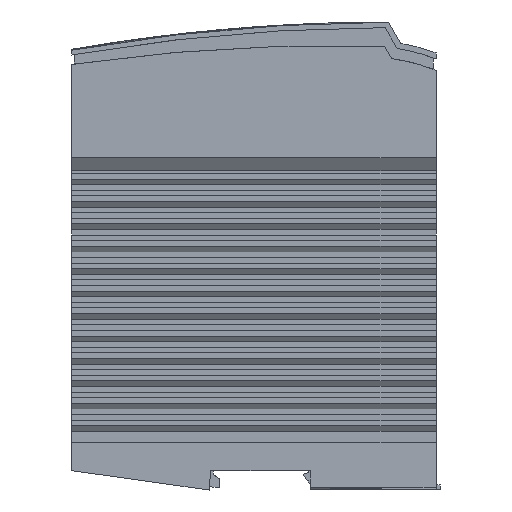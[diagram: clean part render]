
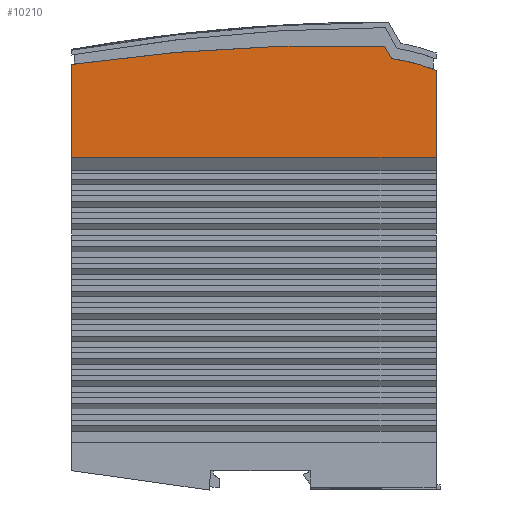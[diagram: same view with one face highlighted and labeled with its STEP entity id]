
A CAD part, left-side view. The second image highlights one B-rep face of the part: STEP entity #10210.
In plain terms, the highlighted face is planar.
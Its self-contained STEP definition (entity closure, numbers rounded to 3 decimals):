
#10=CARTESIAN_POINT('',(106.99,0.,3.));
#20=DIRECTION('',(0.,0.,1.));
#30=DIRECTION('',(1.,0.,0.));
#40=AXIS2_PLACEMENT_3D('',#10,#20,#30);
#50=PLANE('',#40);
#9690=CARTESIAN_POINT('',(128.905,130.,3.));
#9700=DIRECTION('',(1.,0.,0.));
#9710=VECTOR('',#9700,1.);
#9720=LINE('',#9690,#9710);
#9730=CARTESIAN_POINT('',(111.589,130.,3.));
#9740=VERTEX_POINT('',#9730);
#9750=CARTESIAN_POINT('',(144.854,130.,3.));
#9760=VERTEX_POINT('',#9750);
#9770=EDGE_CURVE('',#9740,#9760,#9720,.T.);
#9780=ORIENTED_EDGE('',*,*,#9770,.F.);
#9790=CARTESIAN_POINT('',(-504.,36.,3.));
#9800=DIRECTION('',(0.,0.,1.));
#9810=DIRECTION('',(1.,0.,0.));
#9820=AXIS2_PLACEMENT_3D('',#9790,#9800,#9810);
#9830=CIRCLE('',#9820,655.627);
#9840=CARTESIAN_POINT('',(151.39,18.37,3.));
#9850=VERTEX_POINT('',#9840);
#9860=EDGE_CURVE('',#9850,#9760,#9830,.T.);
#9870=ORIENTED_EDGE('',*,*,#9860,.T.);
#9880=CARTESIAN_POINT('',(128.905,5.427,3.));
#9890=DIRECTION('',(-0.867,-0.499,0.));
#9900=VECTOR('',#9890,1.);
#9910=LINE('',#9880,#9900);
#9920=CARTESIAN_POINT('',(146.97,15.826,3.));
#9930=VERTEX_POINT('',#9920);
#9940=EDGE_CURVE('',#9850,#9930,#9910,.T.);
#9950=ORIENTED_EDGE('',*,*,#9940,.F.);
#9960=CARTESIAN_POINT('',(78.52,25.64,3.));
#9970=DIRECTION('',(0.,0.,1.));
#9980=DIRECTION('',(1.,0.,0.));
#9990=AXIS2_PLACEMENT_3D('',#9960,#9970,#9980);
#10000=CIRCLE('',#9990,69.15);
#10010=CARTESIAN_POINT('',(142.741,0.,3.));
#10020=VERTEX_POINT('',#10010);
#10030=EDGE_CURVE('',#10020,#9930,#10000,.T.);
#10040=ORIENTED_EDGE('',*,*,#10030,.T.);
#10050=CARTESIAN_POINT('',(128.905,0.,3.));
#10060=DIRECTION('',(1.,0.,0.));
#10070=VECTOR('',#10060,1.);
#10080=LINE('',#10050,#10070);
#10090=CARTESIAN_POINT('',(111.589,0.,3.));
#10100=VERTEX_POINT('',#10090);
#10110=EDGE_CURVE('',#10100,#10020,#10080,.T.);
#10120=ORIENTED_EDGE('',*,*,#10110,.T.);
#10130=CARTESIAN_POINT('',(111.589,65.,3.));
#10140=DIRECTION('',(0.,-1.,0.));
#10150=VECTOR('',#10140,1.);
#10160=LINE('',#10130,#10150);
#10170=EDGE_CURVE('',#9740,#10100,#10160,.T.);
#10180=ORIENTED_EDGE('',*,*,#10170,.T.);
#10190=EDGE_LOOP('',(#10180,#10120,#10040,#9950,#9870,#9780));
#10200=FACE_OUTER_BOUND('',#10190,.T.);
#10210=ADVANCED_FACE('',(#10200),#50,.T.);
